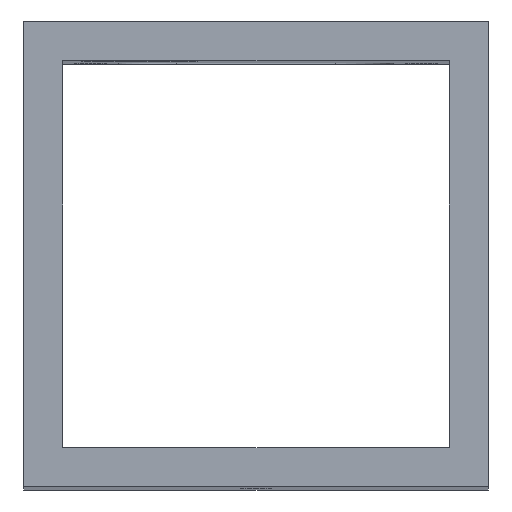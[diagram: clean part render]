
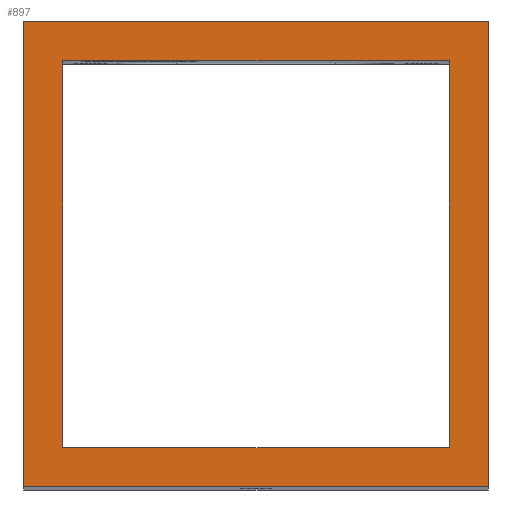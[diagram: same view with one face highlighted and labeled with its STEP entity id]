
A CAD part, top view. The second image highlights one B-rep face of the part: STEP entity #897.
In plain terms, the highlighted planar face has unit normal (0, 0, 1).
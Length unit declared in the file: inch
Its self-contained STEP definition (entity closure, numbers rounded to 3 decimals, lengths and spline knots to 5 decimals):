
#27=PLANE('',#1024);
#47=LINE('',#1473,#87);
#51=LINE('',#1480,#91);
#54=LINE('',#1486,#94);
#56=LINE('',#1489,#96);
#59=LINE('',#1497,#99);
#62=LINE('',#1503,#102);
#65=LINE('',#1509,#105);
#68=LINE('',#1513,#108);
#87=VECTOR('',#1242,0.3937);
#91=VECTOR('',#1248,0.3937);
#94=VECTOR('',#1253,0.3937);
#96=VECTOR('',#1257,0.3937);
#99=VECTOR('',#1262,0.3937);
#102=VECTOR('',#1267,0.3937);
#105=VECTOR('',#1272,0.3937);
#108=VECTOR('',#1277,0.3937);
#192=FACE_BOUND('',#366,.T.);
#237=FACE_OUTER_BOUND('',#365,.T.);
#365=EDGE_LOOP('',(#807,#808,#809,#810));
#366=EDGE_LOOP('',(#811,#812,#813,#814));
#503=VERTEX_POINT('',#1470);
#504=VERTEX_POINT('',#1472);
#506=VERTEX_POINT('',#1478);
#508=VERTEX_POINT('',#1484);
#511=VERTEX_POINT('',#1494);
#512=VERTEX_POINT('',#1496);
#514=VERTEX_POINT('',#1502);
#516=VERTEX_POINT('',#1508);
#597=EDGE_CURVE('',#504,#503,#47,.T.);
#601=EDGE_CURVE('',#503,#506,#51,.T.);
#604=EDGE_CURVE('',#506,#508,#54,.T.);
#606=EDGE_CURVE('',#508,#504,#56,.T.);
#609=EDGE_CURVE('',#512,#511,#59,.T.);
#612=EDGE_CURVE('',#514,#512,#62,.T.);
#615=EDGE_CURVE('',#516,#514,#65,.T.);
#618=EDGE_CURVE('',#511,#516,#68,.T.);
#807=ORIENTED_EDGE('',*,*,#618,.T.);
#808=ORIENTED_EDGE('',*,*,#615,.T.);
#809=ORIENTED_EDGE('',*,*,#612,.T.);
#810=ORIENTED_EDGE('',*,*,#609,.T.);
#811=ORIENTED_EDGE('',*,*,#597,.T.);
#812=ORIENTED_EDGE('',*,*,#601,.T.);
#813=ORIENTED_EDGE('',*,*,#604,.T.);
#814=ORIENTED_EDGE('',*,*,#606,.T.);
#897=ADVANCED_FACE('',(#237,#192),#27,.T.);
#1024=AXIS2_PLACEMENT_3D('',#1514,#1278,#1279);
#1242=DIRECTION('',(0.,-1.,0.));
#1248=DIRECTION('',(-1.,0.,0.));
#1253=DIRECTION('',(0.,1.,0.));
#1257=DIRECTION('',(1.,0.,0.));
#1262=DIRECTION('',(0.,-1.,0.));
#1267=DIRECTION('',(-1.,0.,0.));
#1272=DIRECTION('',(0.,1.,0.));
#1277=DIRECTION('',(1.,0.,0.));
#1278=DIRECTION('center_axis',(0.,0.,1.));
#1279=DIRECTION('ref_axis',(1.,0.,0.));
#1470=CARTESIAN_POINT('',(1.375,0.125,7.));
#1472=CARTESIAN_POINT('',(1.375,1.375,7.));
#1473=CARTESIAN_POINT('',(1.375,0.4375,7.));
#1478=CARTESIAN_POINT('',(0.125,0.125,7.));
#1480=CARTESIAN_POINT('',(0.4375,0.125,7.));
#1484=CARTESIAN_POINT('',(0.125,1.375,7.));
#1486=CARTESIAN_POINT('',(0.125,1.0625,7.));
#1489=CARTESIAN_POINT('',(1.0625,1.375,7.));
#1494=CARTESIAN_POINT('',(0.,0.,7.));
#1496=CARTESIAN_POINT('',(0.,1.5,7.));
#1497=CARTESIAN_POINT('',(0.,1.5,7.));
#1502=CARTESIAN_POINT('',(1.5,1.5,7.));
#1503=CARTESIAN_POINT('',(1.5,1.5,7.));
#1508=CARTESIAN_POINT('',(1.5,0.,7.));
#1509=CARTESIAN_POINT('',(1.5,0.,7.));
#1513=CARTESIAN_POINT('',(0.,0.,7.));
#1514=CARTESIAN_POINT('Origin',(0.75,0.75,7.));
